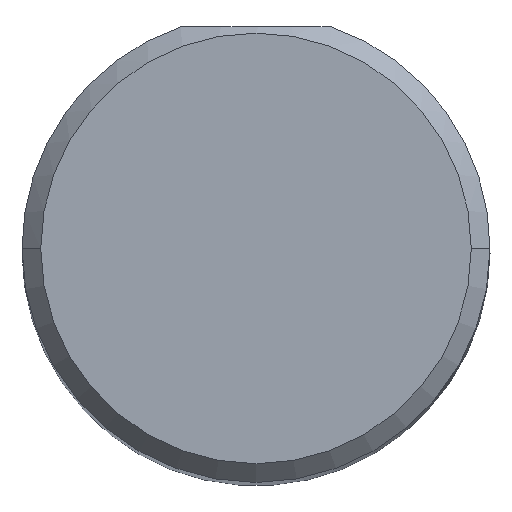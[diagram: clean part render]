
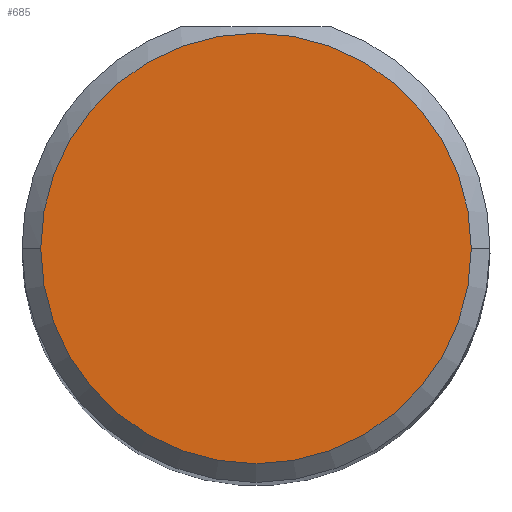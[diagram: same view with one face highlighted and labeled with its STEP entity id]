
A CAD part, top view. The second image highlights one B-rep face of the part: STEP entity #685.
In plain terms, the highlighted planar face has unit normal (0, 0, 1).
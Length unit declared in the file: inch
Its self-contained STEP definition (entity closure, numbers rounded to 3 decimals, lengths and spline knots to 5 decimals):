
#33 = EDGE_CURVE ( 'NONE', #722, #733, #430, .T. ) ;
#141 = CARTESIAN_POINT ( 'NONE',  ( 0.1725, 0., 2.5 ) ) ;
#165 = CARTESIAN_POINT ( 'NONE',  ( 0., 0., 2.5 ) ) ;
#176 = CARTESIAN_POINT ( 'NONE',  ( 0., 0., 2.5 ) ) ;
#178 = DIRECTION ( 'NONE',  ( 0., 0., 1. ) ) ;
#181 = DIRECTION ( 'NONE',  ( 1., 0., 0. ) ) ;
#243 = DIRECTION ( 'NONE',  ( 1., 0., 0. ) ) ;
#251 = EDGE_LOOP ( 'NONE', ( #693, #603 ) ) ;
#296 = DIRECTION ( 'NONE',  ( 1., 0., 0. ) ) ;
#301 = PLANE ( 'NONE',  #333 ) ;
#333 = AXIS2_PLACEMENT_3D ( 'NONE', #406, #643, #181 ) ;
#406 = CARTESIAN_POINT ( 'NONE',  ( 0., 0., 2.5 ) ) ;
#422 = FACE_OUTER_BOUND ( 'NONE', #251, .T. ) ;
#430 = CIRCLE ( 'NONE', #526, 0.1725 ) ;
#484 = DIRECTION ( 'NONE',  ( 0., 0., 1. ) ) ;
#526 = AXIS2_PLACEMENT_3D ( 'NONE', #176, #484, #296 ) ;
#603 = ORIENTED_EDGE ( 'NONE', *, *, #33, .T. ) ;
#630 = AXIS2_PLACEMENT_3D ( 'NONE', #165, #178, #243 ) ;
#636 = EDGE_CURVE ( 'NONE', #733, #722, #653, .T. ) ;
#643 = DIRECTION ( 'NONE',  ( 0., 0., 1. ) ) ;
#653 = CIRCLE ( 'NONE', #630, 0.1725 ) ;
#679 = CARTESIAN_POINT ( 'NONE',  ( -0.1725, 0., 2.5 ) ) ;
#685 = ADVANCED_FACE ( 'NONE', ( #422 ), #301, .T. ) ;
#693 = ORIENTED_EDGE ( 'NONE', *, *, #636, .T. ) ;
#722 = VERTEX_POINT ( 'NONE', #141 ) ;
#733 = VERTEX_POINT ( 'NONE', #679 ) ;
